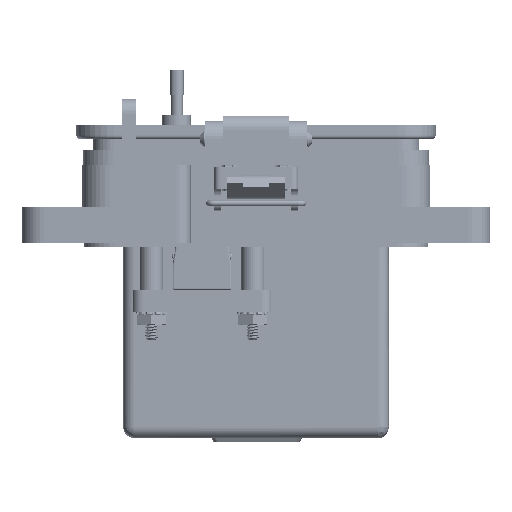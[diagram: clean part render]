
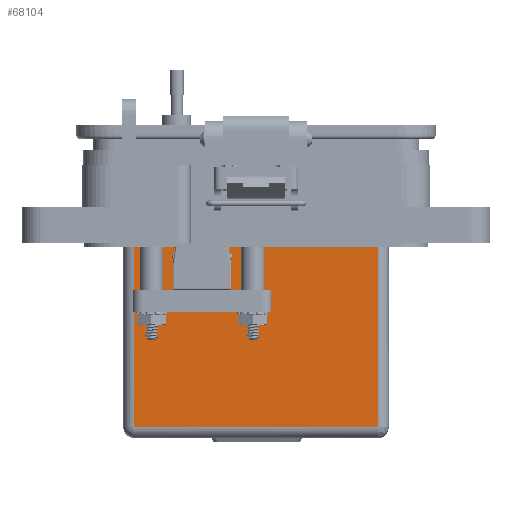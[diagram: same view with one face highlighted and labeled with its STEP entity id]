
A CAD part, front view. The second image highlights one B-rep face of the part: STEP entity #68104.
In plain terms, the highlighted planar face has unit normal (0, -1, 0).
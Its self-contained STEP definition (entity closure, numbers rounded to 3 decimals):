
#3143 = LINE ( 'NONE', #40740, #88213 ) ;
#6554 = CARTESIAN_POINT ( 'NONE',  ( -72.146, -45.612, -65.552 ) ) ;
#13055 = ORIENTED_EDGE ( 'NONE', *, *, #93943, .T. ) ;
#15400 = ORIENTED_EDGE ( 'NONE', *, *, #72912, .F. ) ;
#15802 = CARTESIAN_POINT ( 'NONE',  ( -72.146, -45.612, -62.522 ) ) ;
#19476 = EDGE_LOOP ( 'NONE', ( #13055, #58258, #15400, #26020 ) ) ;
#22916 = LINE ( 'NONE', #6554, #42273 ) ;
#23349 = CARTESIAN_POINT ( 'NONE',  ( -21.856, -45.612, -62.522 ) ) ;
#24151 = DIRECTION ( 'NONE',  ( 0., 0., -1. ) ) ;
#24188 = EDGE_CURVE ( 'NONE', #98228, #47359, #3143, .T. ) ;
#26020 = ORIENTED_EDGE ( 'NONE', *, *, #24188, .F. ) ;
#26788 = FACE_OUTER_BOUND ( 'NONE', #19476, .T. ) ;
#34144 = LINE ( 'NONE', #23349, #92133 ) ;
#40740 = CARTESIAN_POINT ( 'NONE',  ( -5.093, -45.612, -65.552 ) ) ;
#42273 = VECTOR ( 'NONE', #55960, 1000. ) ;
#42877 = DIRECTION ( 'NONE',  ( 1., 0., 0. ) ) ;
#46122 = EDGE_CURVE ( 'NONE', #90917, #63426, #22916, .T. ) ;
#46834 = AXIS2_PLACEMENT_3D ( 'NONE', #75761, #59095, #42877 ) ;
#47359 = VERTEX_POINT ( 'NONE', #56740 ) ;
#51289 = CARTESIAN_POINT ( 'NONE',  ( -2.825, -45.612, -12.212 ) ) ;
#52555 = LINE ( 'NONE', #51289, #93726 ) ;
#55960 = DIRECTION ( 'NONE',  ( 0., 0., 1. ) ) ;
#56740 = CARTESIAN_POINT ( 'NONE',  ( -5.093, -45.612, -62.522 ) ) ;
#58258 = ORIENTED_EDGE ( 'NONE', *, *, #46122, .F. ) ;
#59095 = DIRECTION ( 'NONE',  ( 0., -1., 0. ) ) ;
#59562 = DIRECTION ( 'NONE',  ( -1., 0., 0. ) ) ;
#63426 = VERTEX_POINT ( 'NONE', #65239 ) ;
#63835 = CARTESIAN_POINT ( 'NONE',  ( -5.093, -45.612, -12.212 ) ) ;
#64829 = DIRECTION ( 'NONE',  ( -1., 0., 0. ) ) ;
#65239 = CARTESIAN_POINT ( 'NONE',  ( -72.146, -45.612, -12.212 ) ) ;
#68104 = ADVANCED_FACE ( 'NONE', ( #26788 ), #92208, .T. ) ;
#72912 = EDGE_CURVE ( 'NONE', #47359, #90917, #34144, .T. ) ;
#75761 = CARTESIAN_POINT ( 'NONE',  ( -5.093, -45.612, -65.552 ) ) ;
#88213 = VECTOR ( 'NONE', #24151, 1000. ) ;
#90917 = VERTEX_POINT ( 'NONE', #15802 ) ;
#92133 = VECTOR ( 'NONE', #64829, 1000. ) ;
#92208 = PLANE ( 'NONE',  #46834 ) ;
#93726 = VECTOR ( 'NONE', #59562, 1000. ) ;
#93943 = EDGE_CURVE ( 'NONE', #98228, #63426, #52555, .T. ) ;
#98228 = VERTEX_POINT ( 'NONE', #63835 ) ;
